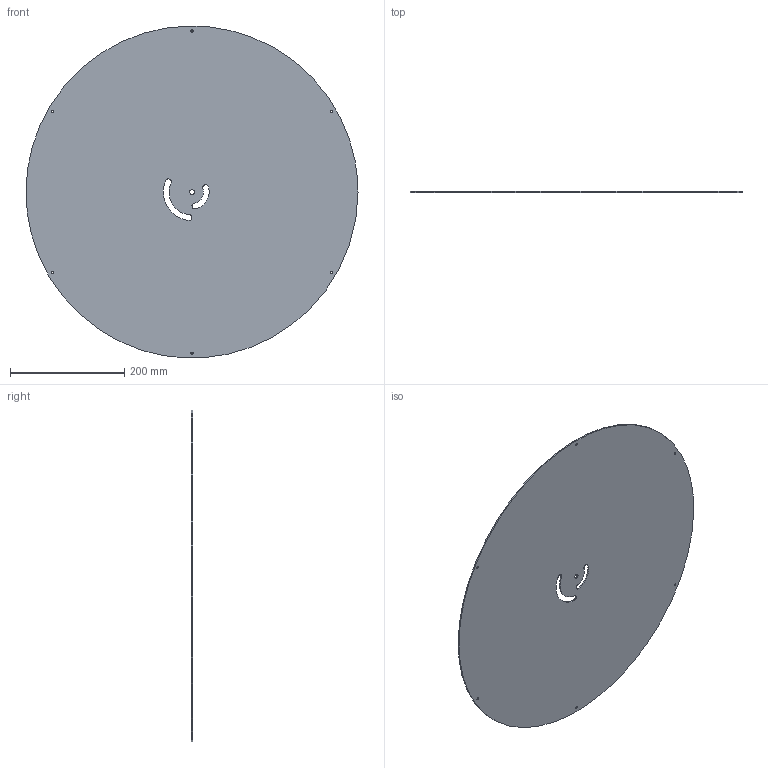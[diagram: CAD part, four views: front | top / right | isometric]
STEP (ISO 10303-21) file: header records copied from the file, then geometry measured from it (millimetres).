
FILE_DESCRIPTION(/* description */ (''),/* implementation_level */ '2;1');
FILE_NAME(/* name */ 'Discus_Disc_Backplate_Holes',/* time_stamp */ '2022-02-20T23:18:04+01:00',/* author */ (''),/* organization */ (''),/* preprocessor_version */ 'ST-DEVELOPER v16.5',/* originating_system */ 'Rhino 7.15',/* authorisation */ '');
FILE_SCHEMA (('CONFIG_CONTROL_DESIGN'));
Length unit declared in the file: millimetre
Products named in the file (1): Document
Bounding box: 579.99 x 2 x 579.67 mm (x, y, z)
Volume: 525692.8 mm3; surface area: 530874.1 mm2
Topology: 1 solids, 1 shells, 15 faces, 39 edges, 26 vertices
Faces by surface type: cylinder 11, bspline 2, plane 2
Full cylindrical faces by diameter (mm): 4 x6, 8 x1, 580 x1
Entity records: 720 total; most frequent: CARTESIAN_POINT 365, ORIENTED_EDGE 78, EDGE_CURVE 39, EDGE_LOOP 33, VERTEX_POINT 26, FACE_BOUND 18, DIRECTION 17, ADVANCED_FACE 15
